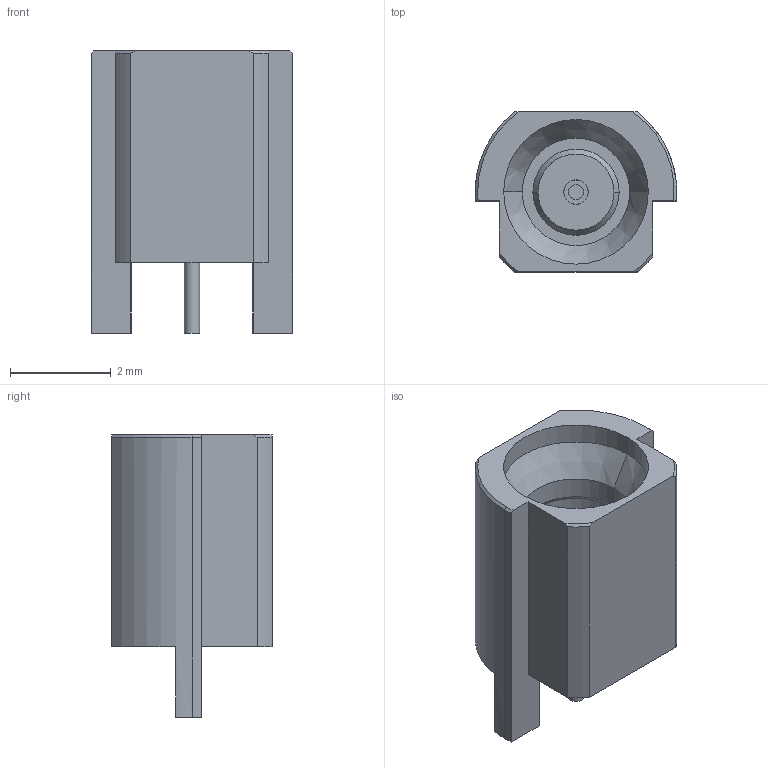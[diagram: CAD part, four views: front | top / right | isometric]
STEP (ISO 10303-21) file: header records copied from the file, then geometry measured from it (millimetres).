
FILE_DESCRIPTION (( 'STEP AP214' ), '1' );
FILE_NAME ('56M-430-1-D3.STEP', '2024-08-08T11:49:08', ( '' ), ( '' ), 'SwSTEP 2.0', 'SolidWorks 2024', '' );
FILE_SCHEMA (( 'AUTOMOTIVE_DESIGN' ));
Length unit declared in the file: millimetre
Products named in the file (1): 56M-430-1-D3
Bounding box: 4 x 3.18 x 5.6 mm (x, y, z)
Surface area: 100.6 mm2 (no closed solid volume)
Topology: 0 solids, 3 shells, 48 faces, 122 edges, 79 vertices
Faces by surface type: cylinder 20, plane 17, cone 11
Entity records: 1477 total; most frequent: CARTESIAN_POINT 274, DIRECTION 265, ORIENTED_EDGE 234, EDGE_CURVE 122, AXIS2_PLACEMENT_3D 102, VERTEX_POINT 79, LINE 61, VECTOR 61
